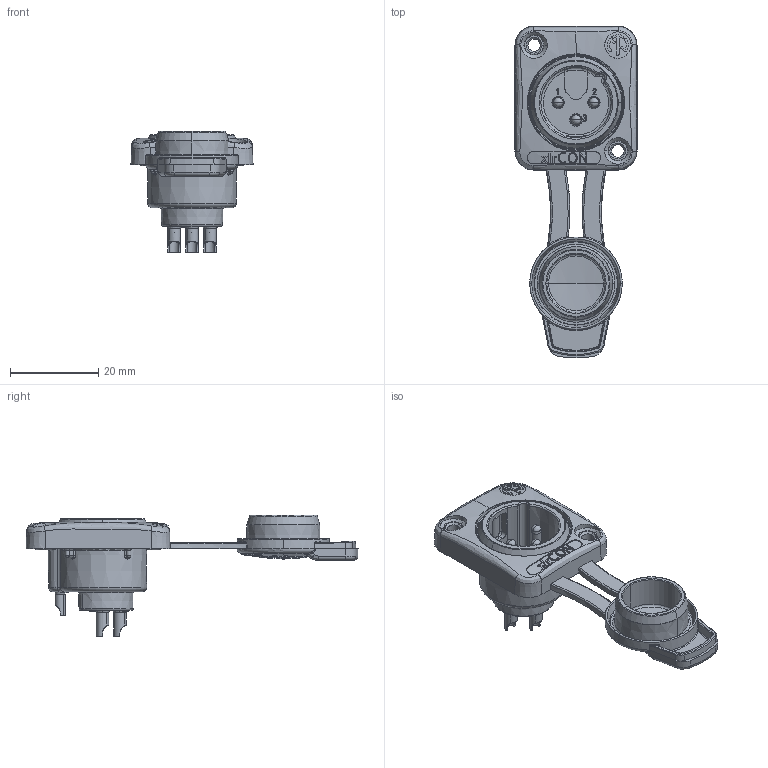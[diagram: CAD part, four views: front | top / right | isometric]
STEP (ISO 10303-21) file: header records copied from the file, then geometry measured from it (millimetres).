
FILE_DESCRIPTION((''),'2;1');
FILE_NAME('30010994','2023-09-29T10:02:46',('SYSTEM'),(''),'CREO PARAMETRIC BY PTC INC, 2021184','CREO PARAMETRIC BY PTC INC, 2021184','');
FILE_SCHEMA(('CONFIG_CONTROL_DESIGN'));
Length unit declared in the file: millimetre
Products named in the file (1): 30010994
Bounding box: 27.7 x 75.29 x 27.5 mm (x, y, z)
Volume: 0 mm3; surface area: 7236 mm2
Topology: 1 solids, 2 shells, 1111 faces, 3172 edges, 2057 vertices
Faces by surface type: extrusion 312, plane 228, cylinder 161, bspline 154, torus 108, cone 98, sphere 50
Entity records: 52396 total; most frequent: CARTESIAN_POINT 26124, ORIENTED_EDGE 6234, DIRECTION 4183, EDGE_CURVE 3117, VERTEX_POINT 2058, B_SPLINE_CURVE_WITH_KNOTS 1708, AXIS2_PLACEMENT_3D 1505, VECTOR 1173
